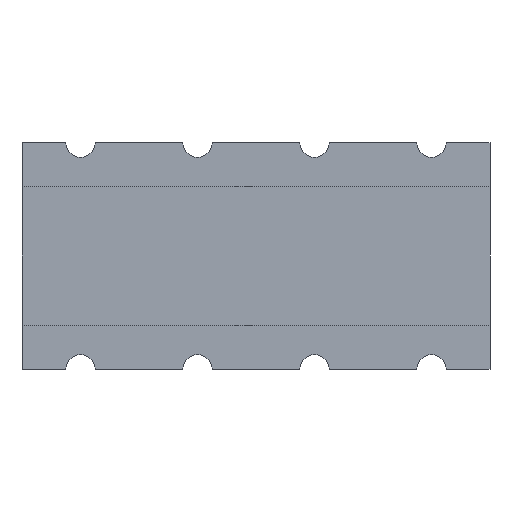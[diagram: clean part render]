
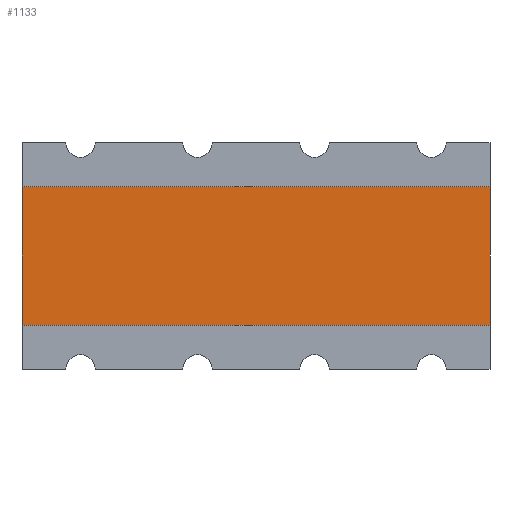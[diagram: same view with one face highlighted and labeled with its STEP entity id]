
A CAD part, front view. The second image highlights one B-rep face of the part: STEP entity #1133.
In plain terms, the highlighted planar face has unit normal (0, -1, 0).
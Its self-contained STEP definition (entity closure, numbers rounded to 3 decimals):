
#75 = CARTESIAN_POINT ( 'NONE',  ( -1.6, 0., -0.475 ) ) ;
#103 = LINE ( 'NONE', #3868, #4317 ) ;
#202 = CARTESIAN_POINT ( 'NONE',  ( -1.6, 0., -0.475 ) ) ;
#576 = VERTEX_POINT ( 'NONE', #1161 ) ;
#717 = DIRECTION ( 'NONE',  ( 0., 0., -1. ) ) ;
#872 = DIRECTION ( 'NONE',  ( 0., 0., -1. ) ) ;
#1042 = AXIS2_PLACEMENT_3D ( 'NONE', #1216, #2548, #717 ) ;
#1133 = ADVANCED_FACE ( 'NONE', ( #3030 ), #3957, .T. ) ;
#1161 = CARTESIAN_POINT ( 'NONE',  ( -1.6, 0., 0.475 ) ) ;
#1216 = CARTESIAN_POINT ( 'NONE',  ( 2.551, 0., -0.475 ) ) ;
#1434 = CARTESIAN_POINT ( 'NONE',  ( 1.6, 0., -0.475 ) ) ;
#1636 = VECTOR ( 'NONE', #2595, 1000. ) ;
#1729 = LINE ( 'NONE', #75, #2285 ) ;
#1822 = LINE ( 'NONE', #5377, #3342 ) ;
#1975 = CARTESIAN_POINT ( 'NONE',  ( 1.6, 0., 0.475 ) ) ;
#2013 = ORIENTED_EDGE ( 'NONE', *, *, #3340, .T. ) ;
#2118 = CARTESIAN_POINT ( 'NONE',  ( 2.551, 0., -0.475 ) ) ;
#2119 = EDGE_CURVE ( 'NONE', #5515, #2797, #5457, .T. ) ;
#2285 = VECTOR ( 'NONE', #3312, 1000. ) ;
#2448 = VERTEX_POINT ( 'NONE', #1975 ) ;
#2548 = DIRECTION ( 'NONE',  ( 0., -1., 0. ) ) ;
#2595 = DIRECTION ( 'NONE',  ( -1., 0., 0. ) ) ;
#2797 = VERTEX_POINT ( 'NONE', #202 ) ;
#3030 = FACE_OUTER_BOUND ( 'NONE', #4173, .T. ) ;
#3189 = ORIENTED_EDGE ( 'NONE', *, *, #5465, .F. ) ;
#3312 = DIRECTION ( 'NONE',  ( 0., 0., 1. ) ) ;
#3340 = EDGE_CURVE ( 'NONE', #2448, #576, #103, .T. ) ;
#3342 = VECTOR ( 'NONE', #872, 1000. ) ;
#3441 = DIRECTION ( 'NONE',  ( -1., 0., 0. ) ) ;
#3868 = CARTESIAN_POINT ( 'NONE',  ( 2.551, 0., 0.475 ) ) ;
#3957 = PLANE ( 'NONE',  #1042 ) ;
#4173 = EDGE_LOOP ( 'NONE', ( #3189, #2013, #5552, #4840 ) ) ;
#4317 = VECTOR ( 'NONE', #3441, 1000. ) ;
#4840 = ORIENTED_EDGE ( 'NONE', *, *, #2119, .F. ) ;
#5377 = CARTESIAN_POINT ( 'NONE',  ( 1.6, 0., -0.475 ) ) ;
#5457 = LINE ( 'NONE', #2118, #1636 ) ;
#5465 = EDGE_CURVE ( 'NONE', #2448, #5515, #1822, .T. ) ;
#5515 = VERTEX_POINT ( 'NONE', #1434 ) ;
#5552 = ORIENTED_EDGE ( 'NONE', *, *, #5650, .F. ) ;
#5650 = EDGE_CURVE ( 'NONE', #2797, #576, #1729, .T. ) ;
